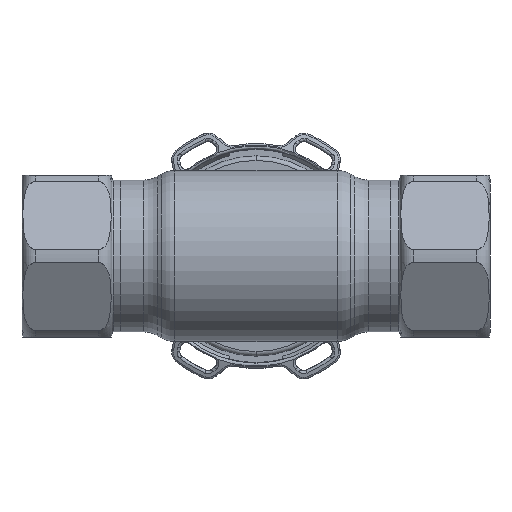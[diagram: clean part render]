
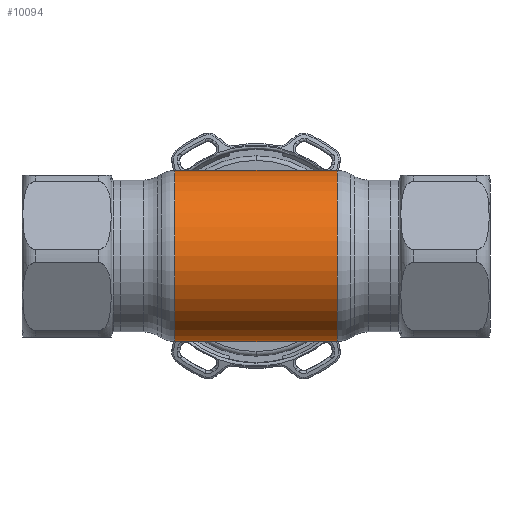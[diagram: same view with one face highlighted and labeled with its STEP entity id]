
A CAD part, front view. The second image highlights one B-rep face of the part: STEP entity #10094.
In plain terms, the highlighted cylindrical face has radius 19 mm (diameter 38 mm), a partial arc.
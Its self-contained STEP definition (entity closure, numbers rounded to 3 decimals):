
#1245 = ORIENTED_EDGE ( 'NONE', *, *, #25675, .F. ) ;
#1340 = DIRECTION ( 'NONE',  ( -1., 0., 0. ) ) ;
#1490 = DIRECTION ( 'NONE',  ( -1., 0., 0. ) ) ;
#1881 = ORIENTED_EDGE ( 'NONE', *, *, #20919, .T. ) ;
#3828 = CARTESIAN_POINT ( 'NONE',  ( -62.69, 0., 0. ) ) ;
#4887 = CIRCLE ( 'NONE', #28956, 19. ) ;
#5077 = AXIS2_PLACEMENT_3D ( 'NONE', #25865, #1490, #17111 ) ;
#5704 = CARTESIAN_POINT ( 'NONE',  ( 18.035, 0., -19. ) ) ;
#5867 = VERTEX_POINT ( 'NONE', #33944 ) ;
#6455 = VERTEX_POINT ( 'NONE', #5704 ) ;
#6676 = VECTOR ( 'NONE', #19778, 1000. ) ;
#7658 = VERTEX_POINT ( 'NONE', #29317 ) ;
#7895 = DIRECTION ( 'NONE',  ( 0., 0., 1. ) ) ;
#9856 = DIRECTION ( 'NONE',  ( 0., 0., 1. ) ) ;
#10094 = ADVANCED_FACE ( 'NONE', ( #12399 ), #34308, .T. ) ;
#11843 = CARTESIAN_POINT ( 'NONE',  ( -62.69, 0., -19. ) ) ;
#12399 = FACE_OUTER_BOUND ( 'NONE', #18165, .T. ) ;
#13097 = CARTESIAN_POINT ( 'NONE',  ( 18.035, 0., 0. ) ) ;
#13896 = VECTOR ( 'NONE', #1340, 1000. ) ;
#14195 = LINE ( 'NONE', #11843, #6676 ) ;
#14753 = DIRECTION ( 'NONE',  ( -1., 0., 0. ) ) ;
#14933 = LINE ( 'NONE', #31657, #13896 ) ;
#16106 = ORIENTED_EDGE ( 'NONE', *, *, #30432, .F. ) ;
#17111 = DIRECTION ( 'NONE',  ( 0., 0., 1. ) ) ;
#18165 = EDGE_LOOP ( 'NONE', ( #1245, #1881, #22614, #16106 ) ) ;
#19778 = DIRECTION ( 'NONE',  ( -1., 0., 0. ) ) ;
#20919 = EDGE_CURVE ( 'NONE', #6455, #7658, #4887, .T. ) ;
#22614 = ORIENTED_EDGE ( 'NONE', *, *, #34721, .T. ) ;
#25675 = EDGE_CURVE ( 'NONE', #6455, #30643, #14195, .T. ) ;
#25865 = CARTESIAN_POINT ( 'NONE',  ( -18.035, 0., 0. ) ) ;
#28956 = AXIS2_PLACEMENT_3D ( 'NONE', #13097, #31617, #9856 ) ;
#29317 = CARTESIAN_POINT ( 'NONE',  ( 18.035, 0., 19. ) ) ;
#30432 = EDGE_CURVE ( 'NONE', #30643, #5867, #34880, .T. ) ;
#30643 = VERTEX_POINT ( 'NONE', #31415 ) ;
#31415 = CARTESIAN_POINT ( 'NONE',  ( -18.035, 0., -19. ) ) ;
#31617 = DIRECTION ( 'NONE',  ( -1., 0., 0. ) ) ;
#31657 = CARTESIAN_POINT ( 'NONE',  ( -62.69, 0., 19. ) ) ;
#33944 = CARTESIAN_POINT ( 'NONE',  ( -18.035, 0., 19. ) ) ;
#34190 = AXIS2_PLACEMENT_3D ( 'NONE', #3828, #14753, #7895 ) ;
#34308 = CYLINDRICAL_SURFACE ( 'NONE', #34190, 19. ) ;
#34721 = EDGE_CURVE ( 'NONE', #7658, #5867, #14933, .T. ) ;
#34880 = CIRCLE ( 'NONE', #5077, 19. ) ;
